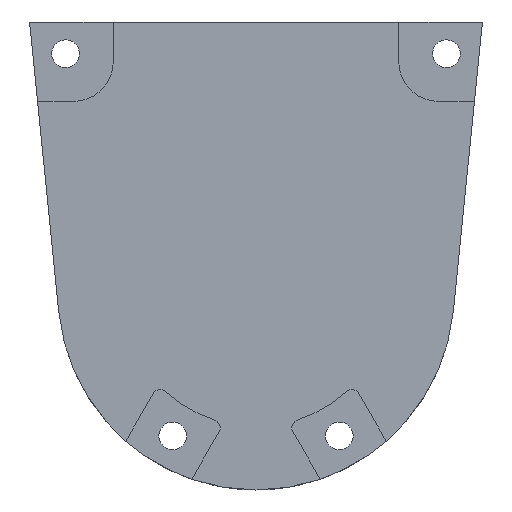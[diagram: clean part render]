
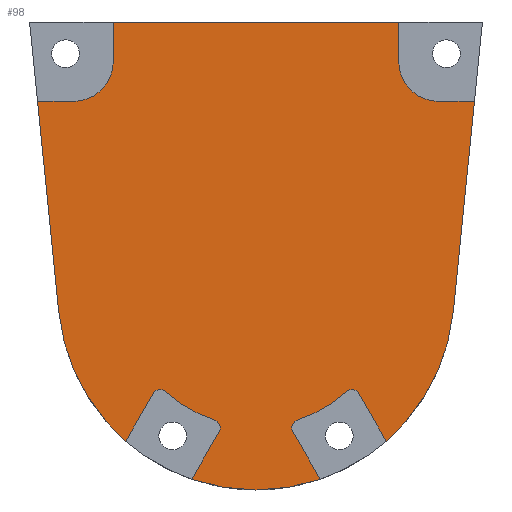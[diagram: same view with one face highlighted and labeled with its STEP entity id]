
A CAD part, front view. The second image highlights one B-rep face of the part: STEP entity #98.
In plain terms, the highlighted planar face has unit normal (0, -1, 0).
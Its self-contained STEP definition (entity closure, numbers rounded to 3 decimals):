
#98=ADVANCED_FACE('',(#224),#173,.F.);
#173=PLANE('',#1506);
#224=FACE_OUTER_BOUND('',#287,.T.);
#287=EDGE_LOOP('',(#411,#412,#413,#414,#415,#416,#417,#418,#419,#420,#421,
#422,#423,#424,#425,#426,#427,#428,#429,#430,#431,#432));
#411=ORIENTED_EDGE('',*,*,#883,.F.);
#412=ORIENTED_EDGE('',*,*,#901,.T.);
#413=ORIENTED_EDGE('',*,*,#902,.T.);
#414=ORIENTED_EDGE('',*,*,#903,.T.);
#415=ORIENTED_EDGE('',*,*,#870,.F.);
#416=ORIENTED_EDGE('',*,*,#904,.F.);
#417=ORIENTED_EDGE('',*,*,#905,.T.);
#418=ORIENTED_EDGE('',*,*,#906,.F.);
#419=ORIENTED_EDGE('',*,*,#907,.F.);
#420=ORIENTED_EDGE('',*,*,#908,.F.);
#421=ORIENTED_EDGE('',*,*,#909,.T.);
#422=ORIENTED_EDGE('',*,*,#910,.T.);
#423=ORIENTED_EDGE('',*,*,#911,.T.);
#424=ORIENTED_EDGE('',*,*,#912,.T.);
#425=ORIENTED_EDGE('',*,*,#913,.T.);
#426=ORIENTED_EDGE('',*,*,#914,.F.);
#427=ORIENTED_EDGE('',*,*,#915,.T.);
#428=ORIENTED_EDGE('',*,*,#916,.T.);
#429=ORIENTED_EDGE('',*,*,#917,.T.);
#430=ORIENTED_EDGE('',*,*,#918,.T.);
#431=ORIENTED_EDGE('',*,*,#919,.T.);
#432=ORIENTED_EDGE('',*,*,#920,.F.);
#752=VERTEX_POINT('',#2046);
#753=VERTEX_POINT('',#2048);
#760=VERTEX_POINT('',#2063);
#764=VERTEX_POINT('',#2072);
#781=VERTEX_POINT('',#2110);
#782=VERTEX_POINT('',#2112);
#783=VERTEX_POINT('',#2115);
#784=VERTEX_POINT('',#2117);
#785=VERTEX_POINT('',#2119);
#786=VERTEX_POINT('',#2121);
#787=VERTEX_POINT('',#2123);
#788=VERTEX_POINT('',#2125);
#789=VERTEX_POINT('',#2127);
#790=VERTEX_POINT('',#2129);
#791=VERTEX_POINT('',#2131);
#792=VERTEX_POINT('',#2133);
#793=VERTEX_POINT('',#2135);
#794=VERTEX_POINT('',#2137);
#795=VERTEX_POINT('',#2139);
#796=VERTEX_POINT('',#2141);
#797=VERTEX_POINT('',#2143);
#798=VERTEX_POINT('',#2145);
#870=EDGE_CURVE('',#752,#753,#1165,.T.);
#883=EDGE_CURVE('',#764,#760,#1178,.T.);
#901=EDGE_CURVE('',#764,#781,#1189,.T.);
#902=EDGE_CURVE('',#781,#782,#1061,.T.);
#903=EDGE_CURVE('',#782,#753,#1190,.T.);
#904=EDGE_CURVE('',#783,#752,#1191,.T.);
#905=EDGE_CURVE('',#783,#784,#1062,.T.);
#906=EDGE_CURVE('',#785,#784,#1192,.T.);
#907=EDGE_CURVE('',#786,#785,#1193,.T.);
#908=EDGE_CURVE('',#787,#786,#1063,.T.);
#909=EDGE_CURVE('',#787,#788,#1194,.T.);
#910=EDGE_CURVE('',#788,#789,#1064,.T.);
#911=EDGE_CURVE('',#789,#790,#1065,.T.);
#912=EDGE_CURVE('',#790,#791,#1066,.T.);
#913=EDGE_CURVE('',#791,#792,#1195,.T.);
#914=EDGE_CURVE('',#793,#792,#1067,.T.);
#915=EDGE_CURVE('',#793,#794,#1196,.T.);
#916=EDGE_CURVE('',#794,#795,#1068,.T.);
#917=EDGE_CURVE('',#795,#796,#1069,.T.);
#918=EDGE_CURVE('',#796,#797,#1070,.T.);
#919=EDGE_CURVE('',#797,#798,#1197,.T.);
#920=EDGE_CURVE('',#760,#798,#1071,.T.);
#1061=CIRCLE('',#1495,5.);
#1062=CIRCLE('',#1496,5.);
#1063=CIRCLE('',#1497,25.);
#1064=CIRCLE('',#1498,1.);
#1065=CIRCLE('',#1499,17.);
#1066=CIRCLE('',#1500,1.);
#1067=CIRCLE('',#1501,25.);
#1068=CIRCLE('',#1502,1.);
#1069=CIRCLE('',#1503,17.);
#1070=CIRCLE('',#1504,1.);
#1071=CIRCLE('',#1505,25.);
#1165=LINE('',#2047,#1310);
#1178=LINE('',#2073,#1323);
#1189=LINE('',#2109,#1334);
#1190=LINE('',#2113,#1335);
#1191=LINE('',#2114,#1336);
#1192=LINE('',#2118,#1337);
#1193=LINE('',#2120,#1338);
#1194=LINE('',#2124,#1339);
#1195=LINE('',#2132,#1340);
#1196=LINE('',#2136,#1341);
#1197=LINE('',#2144,#1342);
#1310=VECTOR('',#1639,1.);
#1323=VECTOR('',#1654,1.);
#1334=VECTOR('',#1683,1.);
#1335=VECTOR('',#1686,1.);
#1336=VECTOR('',#1687,1.);
#1337=VECTOR('',#1690,1.);
#1338=VECTOR('',#1691,1.);
#1339=VECTOR('',#1694,1.);
#1340=VECTOR('',#1701,1.);
#1341=VECTOR('',#1704,1.);
#1342=VECTOR('',#1711,1.);
#1495=AXIS2_PLACEMENT_3D('',#2111,#1684,#1685);
#1496=AXIS2_PLACEMENT_3D('',#2116,#1688,#1689);
#1497=AXIS2_PLACEMENT_3D('',#2122,#1692,#1693);
#1498=AXIS2_PLACEMENT_3D('',#2126,#1695,#1696);
#1499=AXIS2_PLACEMENT_3D('',#2128,#1697,#1698);
#1500=AXIS2_PLACEMENT_3D('',#2130,#1699,#1700);
#1501=AXIS2_PLACEMENT_3D('',#2134,#1702,#1703);
#1502=AXIS2_PLACEMENT_3D('',#2138,#1705,#1706);
#1503=AXIS2_PLACEMENT_3D('',#2140,#1707,#1708);
#1504=AXIS2_PLACEMENT_3D('',#2142,#1709,#1710);
#1505=AXIS2_PLACEMENT_3D('',#2146,#1712,#1713);
#1506=AXIS2_PLACEMENT_3D('',#2147,#1714,#1715);
#1639=DIRECTION('',(1.,0.,0.));
#1654=DIRECTION('',(-0.1,0.,-0.995));
#1683=DIRECTION('',(-1.,0.,0.));
#1684=DIRECTION('',(0.,1.,0.));
#1685=DIRECTION('',(0.,0.,1.));
#1686=DIRECTION('',(0.,0.,1.));
#1687=DIRECTION('',(0.,0.,1.));
#1688=DIRECTION('',(0.,1.,0.));
#1689=DIRECTION('',(0.,0.,1.));
#1690=DIRECTION('',(1.,0.,0.));
#1691=DIRECTION('',(-0.1,0.,0.995));
#1692=DIRECTION('',(0.,1.,0.));
#1693=DIRECTION('',(1.,0.,0.));
#1694=DIRECTION('',(0.5,0.,0.866));
#1695=DIRECTION('',(0.,1.,0.));
#1696=DIRECTION('',(0.,0.,1.));
#1697=DIRECTION('',(0.,-1.,0.));
#1698=DIRECTION('',(0.5,0.,-0.866));
#1699=DIRECTION('',(0.,1.,0.));
#1700=DIRECTION('',(0.,0.,1.));
#1701=DIRECTION('',(-0.5,0.,-0.866));
#1702=DIRECTION('',(0.,1.,0.));
#1703=DIRECTION('',(1.,0.,0.));
#1704=DIRECTION('',(-0.5,0.,0.866));
#1705=DIRECTION('',(0.,1.,0.));
#1706=DIRECTION('',(0.,0.,1.));
#1707=DIRECTION('',(0.,-1.,0.));
#1708=DIRECTION('',(1.,0.,0.));
#1709=DIRECTION('',(0.,1.,0.));
#1710=DIRECTION('',(0.,0.,1.));
#1711=DIRECTION('',(0.5,0.,-0.866));
#1712=DIRECTION('',(0.,1.,0.));
#1713=DIRECTION('',(1.,0.,0.));
#1714=DIRECTION('',(0.,1.,0.));
#1715=DIRECTION('',(0.,0.,1.));
#2046=CARTESIAN_POINT('',(-18.,0.,34.));
#2047=CARTESIAN_POINT('',(-28.543,0.,34.));
#2048=CARTESIAN_POINT('',(18.,0.,34.));
#2063=CARTESIAN_POINT('',(24.875,0.,-2.5));
#2072=CARTESIAN_POINT('',(27.538,0.,24.));
#2073=CARTESIAN_POINT('',(28.543,0.,34.));
#2109=CARTESIAN_POINT('',(27.538,0.,24.));
#2110=CARTESIAN_POINT('',(23.,0.,24.));
#2111=CARTESIAN_POINT('',(23.,0.,29.));
#2112=CARTESIAN_POINT('',(18.,0.,29.));
#2113=CARTESIAN_POINT('',(18.,0.,24.));
#2114=CARTESIAN_POINT('',(-18.,0.,24.));
#2115=CARTESIAN_POINT('',(-18.,0.,29.));
#2116=CARTESIAN_POINT('',(-23.,0.,29.));
#2117=CARTESIAN_POINT('',(-23.,0.,24.));
#2118=CARTESIAN_POINT('',(-27.538,0.,24.));
#2119=CARTESIAN_POINT('',(-27.538,0.,24.));
#2120=CARTESIAN_POINT('',(-24.875,0.,-2.5));
#2121=CARTESIAN_POINT('',(-24.875,0.,-2.5));
#2122=CARTESIAN_POINT('',(0.,0.,0.));
#2123=CARTESIAN_POINT('',(-16.424,0.,-18.848));
#2124=CARTESIAN_POINT('',(-16.424,0.,-18.848));
#2125=CARTESIAN_POINT('',(-12.954,0.,-12.837));
#2126=CARTESIAN_POINT('',(-12.088,0.,-13.337));
#2127=CARTESIAN_POINT('',(-11.416,0.,-12.596));
#2128=CARTESIAN_POINT('',(0.,0.,0.));
#2129=CARTESIAN_POINT('',(-5.2,0.,-16.185));
#2130=CARTESIAN_POINT('',(-5.506,0.,-17.137));
#2131=CARTESIAN_POINT('',(-4.64,0.,-17.637));
#2132=CARTESIAN_POINT('',(-3.997,0.,-16.523));
#2133=CARTESIAN_POINT('',(-8.111,0.,-23.648));
#2134=CARTESIAN_POINT('',(0.,0.,0.));
#2135=CARTESIAN_POINT('',(8.111,0.,-23.648));
#2136=CARTESIAN_POINT('',(8.111,0.,-23.648));
#2137=CARTESIAN_POINT('',(4.64,0.,-17.637));
#2138=CARTESIAN_POINT('',(5.506,0.,-17.137));
#2139=CARTESIAN_POINT('',(5.2,0.,-16.185));
#2140=CARTESIAN_POINT('',(0.,0.,0.));
#2141=CARTESIAN_POINT('',(11.416,0.,-12.596));
#2142=CARTESIAN_POINT('',(12.088,0.,-13.337));
#2143=CARTESIAN_POINT('',(12.954,0.,-12.837));
#2144=CARTESIAN_POINT('',(12.311,0.,-11.723));
#2145=CARTESIAN_POINT('',(16.424,0.,-18.848));
#2146=CARTESIAN_POINT('',(0.,0.,0.));
#2147=CARTESIAN_POINT('',(0.,0.,0.));
